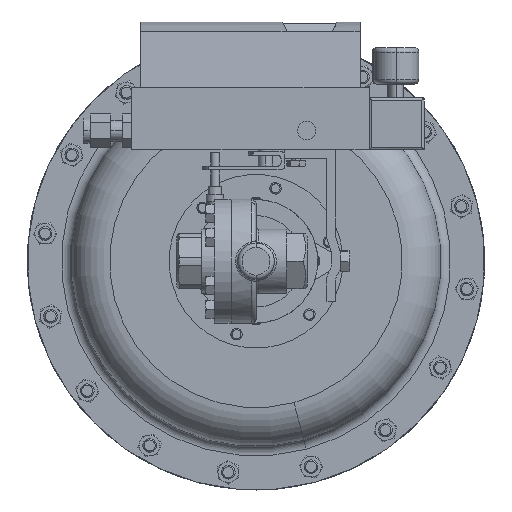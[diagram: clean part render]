
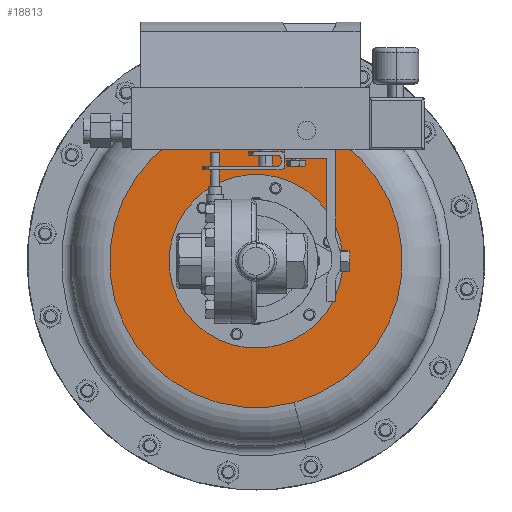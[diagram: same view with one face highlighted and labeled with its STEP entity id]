
A CAD part, front view. The second image highlights one B-rep face of the part: STEP entity #18813.
In plain terms, the highlighted planar face has unit normal (0, -1, 0).
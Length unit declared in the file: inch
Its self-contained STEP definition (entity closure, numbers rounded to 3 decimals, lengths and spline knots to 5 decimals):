
#795 = EDGE_CURVE ( 'NONE', #21060, #15739, #4759, .T. ) ;
#1018 = DIRECTION ( 'NONE',  ( 0.259, 0., -0.966 ) ) ;
#1280 = CARTESIAN_POINT ( 'NONE',  ( 3.73897, 9.22189, -1.13189 ) ) ;
#1870 = DIRECTION ( 'NONE',  ( 0., 1., 0. ) ) ;
#3862 = FACE_OUTER_BOUND ( 'NONE', #26329, .T. ) ;
#4397 = CARTESIAN_POINT ( 'NONE',  ( 2.7037, 9.22189, 2.73181 ) ) ;
#4467 = CARTESIAN_POINT ( 'NONE',  ( 4.38308, 9.22189, 4.41119 ) ) ;
#4759 = CIRCLE ( 'NONE', #23966, 4. ) ;
#5460 = ORIENTED_EDGE ( 'NONE', *, *, #795, .F. ) ;
#7045 = DIRECTION ( 'NONE',  ( 0.259, 0., -0.966 ) ) ;
#7607 = EDGE_CURVE ( 'NONE', #15739, #21060, #17293, .T. ) ;
#7648 = EDGE_CURVE ( 'NONE', #8246, #29629, #10436, .T. ) ;
#7943 = CIRCLE ( 'NONE', #31676, 2.375 ) ;
#8246 = VERTEX_POINT ( 'NONE', #4467 ) ;
#9175 = EDGE_CURVE ( 'NONE', #29629, #8246, #7943, .T. ) ;
#9448 = ORIENTED_EDGE ( 'NONE', *, *, #9175, .T. ) ;
#10436 = CIRCLE ( 'NONE', #22666, 2.375 ) ;
#10816 = FACE_BOUND ( 'NONE', #26826, .T. ) ;
#10836 = CARTESIAN_POINT ( 'NONE',  ( 2.7037, 9.22189, 2.73181 ) ) ;
#13445 = DIRECTION ( 'NONE',  ( -0.707, 0., -0.707 ) ) ;
#14359 = DIRECTION ( 'NONE',  ( 0., -1., 0. ) ) ;
#14551 = CARTESIAN_POINT ( 'NONE',  ( 1.02432, 9.22189, 1.05244 ) ) ;
#14957 = CARTESIAN_POINT ( 'NONE',  ( 1.66842, 9.22189, 6.59552 ) ) ;
#15739 = VERTEX_POINT ( 'NONE', #14957 ) ;
#17293 = CIRCLE ( 'NONE', #19213, 4. ) ;
#17409 = CARTESIAN_POINT ( 'NONE',  ( 2.7037, 9.22189, 2.73181 ) ) ;
#18813 = ADVANCED_FACE ( 'NONE', ( #3862, #10816 ), #19375, .T. ) ;
#19213 = AXIS2_PLACEMENT_3D ( 'NONE', #4397, #22454, #7045 ) ;
#19375 = PLANE ( 'NONE',  #23071 ) ;
#20003 = DIRECTION ( 'NONE',  ( -0.707, 0., -0.707 ) ) ;
#21060 = VERTEX_POINT ( 'NONE', #1280 ) ;
#21864 = DIRECTION ( 'NONE',  ( 0., 1., 0. ) ) ;
#22454 = DIRECTION ( 'NONE',  ( 0., 1., 0. ) ) ;
#22666 = AXIS2_PLACEMENT_3D ( 'NONE', #17409, #1870, #20003 ) ;
#23071 = AXIS2_PLACEMENT_3D ( 'NONE', #29837, #14359, #32485 ) ;
#23966 = AXIS2_PLACEMENT_3D ( 'NONE', #24176, #21864, #1018 ) ;
#24176 = CARTESIAN_POINT ( 'NONE',  ( 2.7037, 9.22189, 2.73181 ) ) ;
#25374 = ORIENTED_EDGE ( 'NONE', *, *, #7607, .F. ) ;
#25417 = ORIENTED_EDGE ( 'NONE', *, *, #7648, .T. ) ;
#26329 = EDGE_LOOP ( 'NONE', ( #5460, #25374 ) ) ;
#26826 = EDGE_LOOP ( 'NONE', ( #25417, #9448 ) ) ;
#28861 = DIRECTION ( 'NONE',  ( 0., 1., 0. ) ) ;
#29629 = VERTEX_POINT ( 'NONE', #14551 ) ;
#29837 = CARTESIAN_POINT ( 'NONE',  ( -1.16001, 9.22189, 1.69654 ) ) ;
#31676 = AXIS2_PLACEMENT_3D ( 'NONE', #10836, #28861, #13445 ) ;
#32485 = DIRECTION ( 'NONE',  ( -0.259, 0., 0.966 ) ) ;
